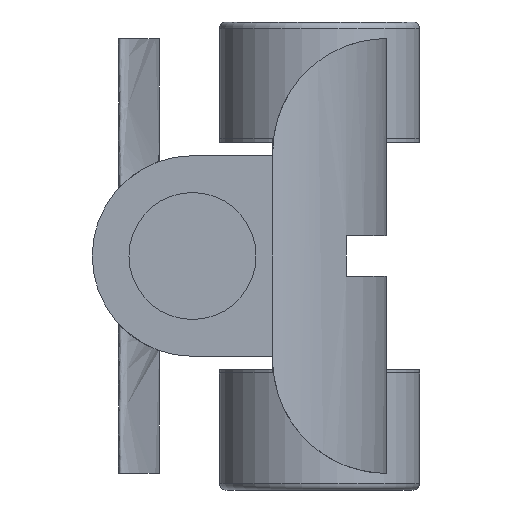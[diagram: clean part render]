
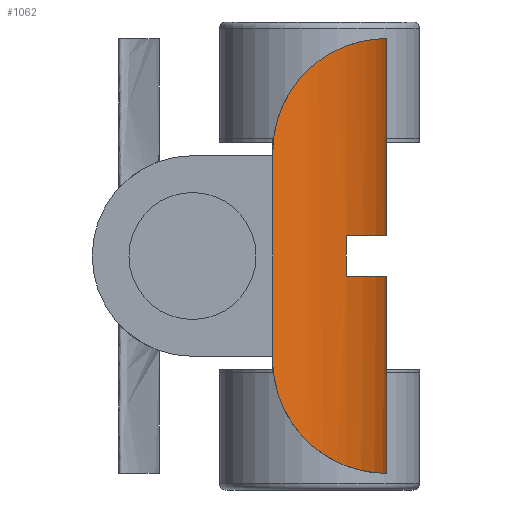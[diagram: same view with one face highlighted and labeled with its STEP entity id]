
A CAD part, left-side view. The second image highlights one B-rep face of the part: STEP entity #1062.
In plain terms, the highlighted cylindrical face has radius 34.971 mm (diameter 69.941 mm), a partial arc.
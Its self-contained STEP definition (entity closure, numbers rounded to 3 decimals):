
#44=B_SPLINE_CURVE_WITH_KNOTS('',3,(#2021,#2022,#2023,#2024,#2025,#2026,
#2027,#2028,#2029,#2030,#2031,#2032,#2033,#2034,#2035,#2036,#2037,#2038),
 .UNSPECIFIED.,.F.,.F.,(4,2,2,2,2,2,2,2,4),(0.954,1.723,
2.492,3.261,4.03,4.369,4.708,
5.048,5.387),.UNSPECIFIED.);
#45=B_SPLINE_CURVE_WITH_KNOTS('',3,(#2050,#2051,#2052,#2053,#2054,#2055,
#2056,#2057,#2058,#2059,#2060,#2061,#2062,#2063,#2064,#2065,#2066,#2067),
 .UNSPECIFIED.,.F.,.F.,(4,2,2,2,2,2,2,2,4),(5.386,5.726,
6.065,6.404,6.743,7.512,8.281,
9.05,9.819),.UNSPECIFIED.);
#75=CYLINDRICAL_SURFACE('',#1178,34.971);
#106=LINE('',#1651,#191);
#124=LINE('',#1770,#209);
#133=LINE('',#2042,#218);
#136=LINE('',#2047,#221);
#137=LINE('',#2069,#222);
#138=LINE('',#2070,#223);
#191=VECTOR('',#1352,10.);
#209=VECTOR('',#1388,10.);
#218=VECTOR('',#1421,10.);
#221=VECTOR('',#1426,10.);
#222=VECTOR('',#1429,10.);
#223=VECTOR('',#1430,10.);
#341=FACE_OUTER_BOUND('',#413,.T.);
#413=EDGE_LOOP('',(#895,#896,#897,#898,#899,#900,#901,#902,#903,#904));
#471=CIRCLE('',#1159,34.971);
#473=CIRCLE('',#1179,34.971);
#525=VERTEX_POINT('',#1648);
#526=VERTEX_POINT('',#1650);
#529=VERTEX_POINT('',#1658);
#530=VERTEX_POINT('',#1660);
#544=VERTEX_POINT('',#1768);
#557=VERTEX_POINT('',#2018);
#558=VERTEX_POINT('',#2020);
#559=VERTEX_POINT('',#2041);
#561=VERTEX_POINT('',#2049);
#562=VERTEX_POINT('',#2068);
#636=EDGE_CURVE('',#526,#525,#106,.T.);
#641=EDGE_CURVE('',#529,#530,#471,.T.);
#661=EDGE_CURVE('',#544,#529,#124,.T.);
#680=EDGE_CURVE('',#557,#558,#44,.T.);
#682=EDGE_CURVE('',#559,#558,#133,.T.);
#685=EDGE_CURVE('',#530,#557,#136,.T.);
#686=EDGE_CURVE('',#526,#544,#473,.T.);
#687=EDGE_CURVE('',#561,#525,#45,.T.);
#688=EDGE_CURVE('',#562,#561,#137,.T.);
#689=EDGE_CURVE('',#559,#562,#138,.T.);
#895=ORIENTED_EDGE('',*,*,#680,.F.);
#896=ORIENTED_EDGE('',*,*,#685,.F.);
#897=ORIENTED_EDGE('',*,*,#641,.F.);
#898=ORIENTED_EDGE('',*,*,#661,.F.);
#899=ORIENTED_EDGE('',*,*,#686,.F.);
#900=ORIENTED_EDGE('',*,*,#636,.T.);
#901=ORIENTED_EDGE('',*,*,#687,.F.);
#902=ORIENTED_EDGE('',*,*,#688,.F.);
#903=ORIENTED_EDGE('',*,*,#689,.F.);
#904=ORIENTED_EDGE('',*,*,#682,.T.);
#1062=ADVANCED_FACE('',(#341),#75,.T.);
#1159=AXIS2_PLACEMENT_3D('',#1661,#1360,#1361);
#1178=AXIS2_PLACEMENT_3D('',#2046,#1424,#1425);
#1179=AXIS2_PLACEMENT_3D('',#2048,#1427,#1428);
#1352=DIRECTION('',(0.,0.,1.));
#1360=DIRECTION('center_axis',(0.,0.,1.));
#1361=DIRECTION('ref_axis',(-0.858,-0.514,0.));
#1388=DIRECTION('',(0.,0.,-1.));
#1421=DIRECTION('',(0.,0.,-1.));
#1424=DIRECTION('center_axis',(0.,0.,-1.));
#1425=DIRECTION('ref_axis',(-0.858,-0.514,0.));
#1426=DIRECTION('',(0.,0.,-1.));
#1427=DIRECTION('center_axis',(0.,0.,-1.));
#1428=DIRECTION('ref_axis',(-0.858,-0.514,0.));
#1429=DIRECTION('',(0.,0.,1.));
#1430=DIRECTION('',(0.,0.,1.));
#1648=CARTESIAN_POINT('',(30.,0.,32.5));
#1650=CARTESIAN_POINT('',(30.,0.,3.));
#1651=CARTESIAN_POINT('',(30.,0.,32.5));
#1658=CARTESIAN_POINT('',(10.413,6.,-3.));
#1660=CARTESIAN_POINT('',(30.,0.,-3.));
#1661=CARTESIAN_POINT('Origin',(30.,34.971,-3.));
#1768=CARTESIAN_POINT('',(10.413,6.,3.));
#1770=CARTESIAN_POINT('',(10.413,6.,-32.5));
#2018=CARTESIAN_POINT('',(30.,0.,-32.5));
#2020=CARTESIAN_POINT('',(0.,17.,-15.5));
#2021=CARTESIAN_POINT('Ctrl Pts',(30.,0.,-32.5));
#2022=CARTESIAN_POINT('Ctrl Pts',(27.437,0.,
-32.5));
#2023=CARTESIAN_POINT('Ctrl Pts',(24.813,0.287,-32.508));
#2024=CARTESIAN_POINT('Ctrl Pts',(19.693,1.45,-32.448));
#2025=CARTESIAN_POINT('Ctrl Pts',(17.196,2.326,-32.378));
#2026=CARTESIAN_POINT('Ctrl Pts',(12.55,4.556,-31.918));
#2027=CARTESIAN_POINT('Ctrl Pts',(10.396,5.911,-31.524));
#2028=CARTESIAN_POINT('Ctrl Pts',(6.6,8.871,-30.095));
#2029=CARTESIAN_POINT('Ctrl Pts',(4.956,10.477,-29.065));
#2030=CARTESIAN_POINT('Ctrl Pts',(3.021,12.702,-26.84));
#2031=CARTESIAN_POINT('Ctrl Pts',(2.483,13.376,-26.047));
#2032=CARTESIAN_POINT('Ctrl Pts',(1.561,14.605,-24.268));
#2033=CARTESIAN_POINT('Ctrl Pts',(1.178,15.158,-23.281));
#2034=CARTESIAN_POINT('Ctrl Pts',(0.576,16.064,-21.18));
#2035=CARTESIAN_POINT('Ctrl Pts',(0.356,16.417,-20.064));
#2036=CARTESIAN_POINT('Ctrl Pts',(0.068,16.885,-17.789));
#2037=CARTESIAN_POINT('Ctrl Pts',(0.,17.,-16.63));
#2038=CARTESIAN_POINT('Ctrl Pts',(0.,17.,-15.5));
#2041=CARTESIAN_POINT('',(0.,17.,-15.));
#2042=CARTESIAN_POINT('',(0.,17.,-32.5));
#2046=CARTESIAN_POINT('Origin',(30.,34.971,32.5));
#2047=CARTESIAN_POINT('',(30.,0.,-32.5));
#2048=CARTESIAN_POINT('Origin',(30.,34.971,3.));
#2049=CARTESIAN_POINT('',(0.,17.,15.5));
#2050=CARTESIAN_POINT('Ctrl Pts',(0.,17.,15.5));
#2051=CARTESIAN_POINT('Ctrl Pts',(0.,17.,16.63));
#2052=CARTESIAN_POINT('Ctrl Pts',(0.068,16.885,17.789));
#2053=CARTESIAN_POINT('Ctrl Pts',(0.356,16.417,20.064));
#2054=CARTESIAN_POINT('Ctrl Pts',(0.576,16.064,21.18));
#2055=CARTESIAN_POINT('Ctrl Pts',(1.178,15.158,23.281));
#2056=CARTESIAN_POINT('Ctrl Pts',(1.561,14.605,24.268));
#2057=CARTESIAN_POINT('Ctrl Pts',(2.483,13.376,26.047));
#2058=CARTESIAN_POINT('Ctrl Pts',(3.021,12.702,26.84));
#2059=CARTESIAN_POINT('Ctrl Pts',(4.956,10.477,29.065));
#2060=CARTESIAN_POINT('Ctrl Pts',(6.6,8.871,30.095));
#2061=CARTESIAN_POINT('Ctrl Pts',(10.396,5.911,31.524));
#2062=CARTESIAN_POINT('Ctrl Pts',(12.55,4.556,31.918));
#2063=CARTESIAN_POINT('Ctrl Pts',(17.196,2.326,32.378));
#2064=CARTESIAN_POINT('Ctrl Pts',(19.693,1.45,32.448));
#2065=CARTESIAN_POINT('Ctrl Pts',(24.813,0.287,32.508));
#2066=CARTESIAN_POINT('Ctrl Pts',(27.437,0.,
32.5));
#2067=CARTESIAN_POINT('Ctrl Pts',(30.,0.,32.5));
#2068=CARTESIAN_POINT('',(0.,17.,15.));
#2069=CARTESIAN_POINT('',(0.,17.,32.5));
#2070=CARTESIAN_POINT('',(0.,17.,32.5));
